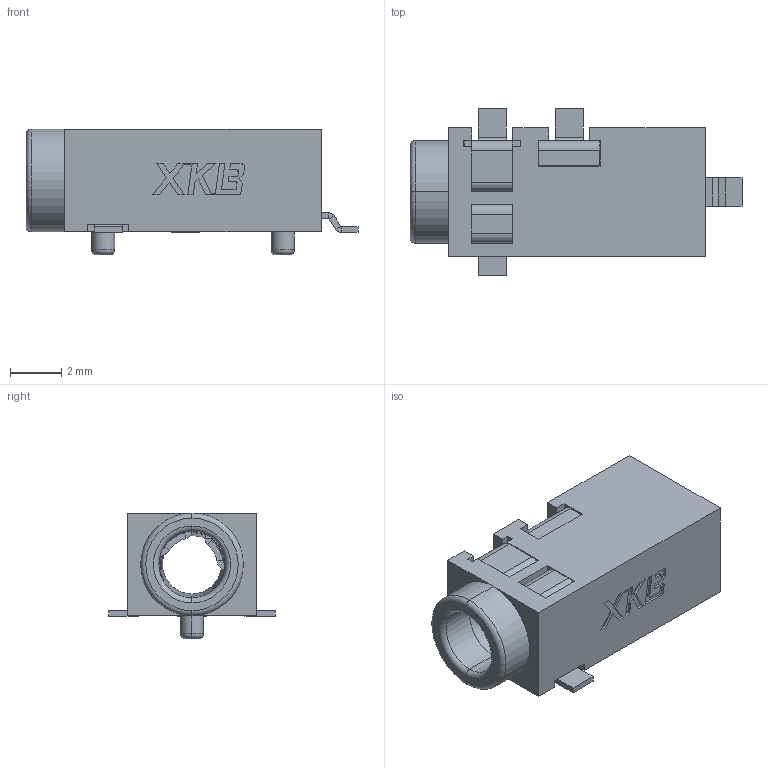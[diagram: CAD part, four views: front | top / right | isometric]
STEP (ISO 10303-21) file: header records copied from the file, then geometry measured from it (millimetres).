
FILE_DESCRIPTION((''),'2;1');
FILE_NAME('PJ-2180-SMT_ASM','2022-03-26T11:16:07',('柚子'),(''),'CREO PARAMETRIC BY PTC INC, 2019080','CREO PARAMETRIC BY PTC INC, 2019080','');
FILE_SCHEMA(('CONFIG_CONTROL_DESIGN'));
Length unit declared in the file: millimetre
Products named in the file (7): COMPOUND-314_1; COMPOUND-314_2; COMPOUND-314_ASM; AUDIO-SMD_XKB_PJ-2180-SMT_ASM; U1_1_2_ASM; PCBMODEL_1_2_ASM; PJ-2180-SMT_ASM
Assembly tree (6 placements, depth 6):
  PJ-2180-SMT_ASM
    PCBMODEL_1_2_ASM
      U1_1_2_ASM
        AUDIO-SMD_XKB_PJ-2180-SMT_ASM
          COMPOUND-314_ASM
            COMPOUND-314_1
            COMPOUND-314_2
Bounding box: 12.93 x 6.5 x 4.9 mm (x, y, z)
Volume: 142.6 mm3; surface area: 464.8 mm2
Topology: 2 solids, 2 shells, 281 faces, 751 edges, 464 vertices
Faces by surface type: plane 212, cylinder 59, torus 8, cone 2
Entity records: 8851 total; most frequent: CARTESIAN_POINT 1542, DIRECTION 1516, ORIENTED_EDGE 1502, EDGE_CURVE 751, VECTOR 570, LINE 570, AXIS2_PLACEMENT_3D 473, VERTEX_POINT 464
